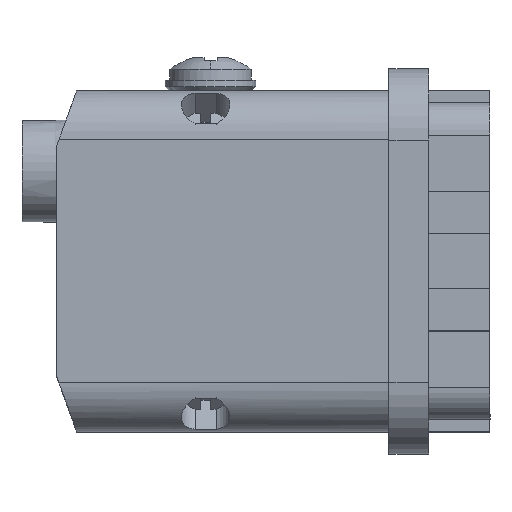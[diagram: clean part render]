
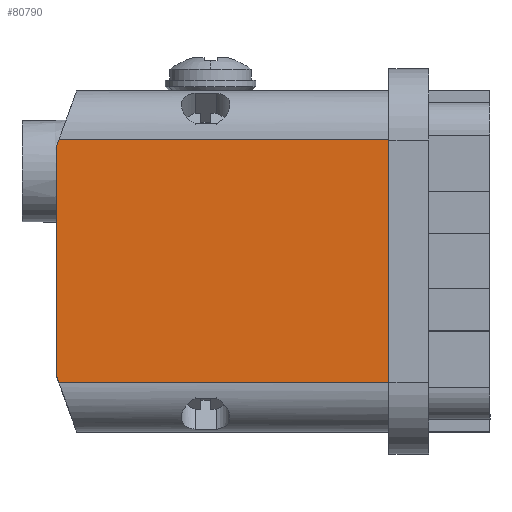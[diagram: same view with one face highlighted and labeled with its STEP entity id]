
A CAD part, top view. The second image highlights one B-rep face of the part: STEP entity #80790.
In plain terms, the highlighted planar face has unit normal (0, 0, 1).
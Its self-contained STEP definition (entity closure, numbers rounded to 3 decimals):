
#4830=CARTESIAN_POINT('',(-31.4,6.999,
10.5));
#4840=VERTEX_POINT('',#4830);
#4870=CARTESIAN_POINT('',(-31.4,-2.182,
10.5));
#4880=DIRECTION('',(0.,1.,0.));
#4890=VECTOR('',#4880,1.);
#4900=LINE('',#4870,#4890);
#4910=CARTESIAN_POINT('',(-31.4,-7.001,
10.5));
#4920=VERTEX_POINT('',#4910);
#4930=EDGE_CURVE('',#4920,#4840,#4900,.T.);
#6890=CARTESIAN_POINT('',(-31.218,7.499,
10.5));
#6900=VERTEX_POINT('',#6890);
#6930=CARTESIAN_POINT('',(-33.948,-0.001,
10.5));
#6940=DIRECTION('',(0.342,0.94,
0.));
#6950=VECTOR('',#6940,1.);
#6960=LINE('',#6930,#6950);
#6970=EDGE_CURVE('',#4840,#6900,#6960,.T.);
#79780=CARTESIAN_POINT('',(-33.948,-0.001,
10.5));
#79790=DIRECTION('',(-0.342,0.94,
0.));
#79800=VECTOR('',#79790,1.);
#79810=LINE('',#79780,#79800);
#79820=CARTESIAN_POINT('',(-31.218,-7.501,
10.5));
#79830=VERTEX_POINT('',#79820);
#79840=EDGE_CURVE('',#79830,#4920,#79810,.T.);
#80470=CARTESIAN_POINT('',(-31.4,7.499,
10.5));
#80480=DIRECTION('',(0.,0.,-1.));
#80490=DIRECTION('',(0.,1.,0.));
#80500=AXIS2_PLACEMENT_3D('',#80470,#80480,#80490);
#80510=PLANE('',#80500);
#80520=CARTESIAN_POINT('',(-31.4,-7.501,
10.5));
#80530=DIRECTION('',(1.,0.,0.));
#80540=VECTOR('',#80530,1.);
#80550=LINE('',#80520,#80540);
#80560=CARTESIAN_POINT('',(-10.925,-7.501,
10.5));
#80570=VERTEX_POINT('',#80560);
#80580=EDGE_CURVE('',#79830,#80570,#80550,.T.);
#80590=ORIENTED_EDGE('',*,*,#80580,.T.);
#80600=ORIENTED_EDGE('',*,*,#79840,.F.);
#80610=ORIENTED_EDGE('',*,*,#4930,.F.);
#80620=ORIENTED_EDGE('',*,*,#6970,.F.);
#80630=CARTESIAN_POINT('',(-31.4,7.499,
10.5));
#80640=DIRECTION('',(1.,0.,0.));
#80650=VECTOR('',#80640,1.);
#80660=LINE('',#80630,#80650);
#80670=CARTESIAN_POINT('',(-10.925,7.499,
10.5));
#80680=VERTEX_POINT('',#80670);
#80690=EDGE_CURVE('',#6900,#80680,#80660,.T.);
#80700=ORIENTED_EDGE('',*,*,#80690,.F.);
#80710=CARTESIAN_POINT('',(-10.925,-0.001,
10.5));
#80720=DIRECTION('',(0.,1.,0.));
#80730=VECTOR('',#80720,1.);
#80740=LINE('',#80710,#80730);
#80750=EDGE_CURVE('',#80570,#80680,#80740,.T.);
#80760=ORIENTED_EDGE('',*,*,#80750,.T.);
#80770=EDGE_LOOP('',(#80760,#80700,#80620,#80610,#80600,#80590));
#80780=FACE_OUTER_BOUND('',#80770,.T.);
#80790=ADVANCED_FACE('',(#80780),#80510,.F.);
